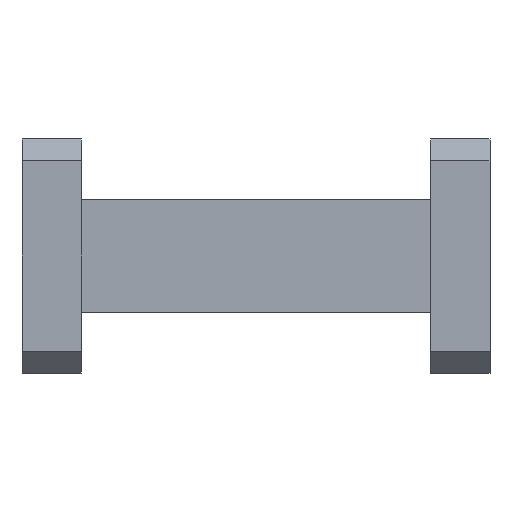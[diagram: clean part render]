
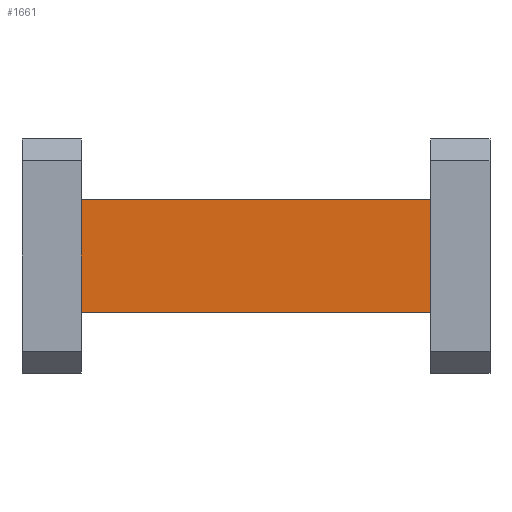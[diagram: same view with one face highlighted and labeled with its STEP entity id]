
A CAD part, front view. The second image highlights one B-rep face of the part: STEP entity #1661.
In plain terms, the highlighted planar face has unit normal (0, -1, 0).
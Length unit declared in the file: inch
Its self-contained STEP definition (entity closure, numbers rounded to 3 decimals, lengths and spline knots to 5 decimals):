
#33 = AXIS2_PLACEMENT_3D ( 'NONE', #989, #105, #626 ) ;
#34 = DIRECTION ( 'NONE',  ( 0., 0., -1. ) ) ;
#46 = VERTEX_POINT ( 'NONE', #1565 ) ;
#76 = ORIENTED_EDGE ( 'NONE', *, *, #96, .F. ) ;
#89 = LINE ( 'NONE', #731, #210 ) ;
#96 = EDGE_CURVE ( 'NONE', #46, #595, #89, .T. ) ;
#105 = DIRECTION ( 'NONE',  ( 0., 1., 0. ) ) ;
#210 = VECTOR ( 'NONE', #1373, 39.37008 ) ;
#217 = EDGE_CURVE ( 'NONE', #595, #612, #701, .T. ) ;
#285 = VECTOR ( 'NONE', #34, 39.37008 ) ;
#379 = VECTOR ( 'NONE', #837, 39.37008 ) ;
#472 = CARTESIAN_POINT ( 'NONE',  ( 1.31, -0.11, -0.18 ) ) ;
#493 = ORIENTED_EDGE ( 'NONE', *, *, #716, .T. ) ;
#566 = ORIENTED_EDGE ( 'NONE', *, *, #873, .T. ) ;
#595 = VERTEX_POINT ( 'NONE', #472 ) ;
#612 = VERTEX_POINT ( 'NONE', #1560 ) ;
#626 = DIRECTION ( 'NONE',  ( 0., 0., 1. ) ) ;
#679 = CARTESIAN_POINT ( 'NONE',  ( 0.19, -0.11, -0.18 ) ) ;
#701 = LINE ( 'NONE', #1619, #379 ) ;
#716 = EDGE_CURVE ( 'NONE', #1513, #612, #1170, .T. ) ;
#731 = CARTESIAN_POINT ( 'NONE',  ( 1.31, -0.11, -0.18 ) ) ;
#776 = FACE_OUTER_BOUND ( 'NONE', #1587, .T. ) ;
#790 = LINE ( 'NONE', #1299, #1272 ) ;
#836 = CARTESIAN_POINT ( 'NONE',  ( 0.19, -0.11, 0.18 ) ) ;
#837 = DIRECTION ( 'NONE',  ( -1., 0., 0. ) ) ;
#873 = EDGE_CURVE ( 'NONE', #46, #1513, #790, .T. ) ;
#969 = ORIENTED_EDGE ( 'NONE', *, *, #217, .F. ) ;
#989 = CARTESIAN_POINT ( 'NONE',  ( 1.31, -0.11, -0.18 ) ) ;
#1031 = DIRECTION ( 'NONE',  ( -1., 0., 0. ) ) ;
#1170 = LINE ( 'NONE', #679, #285 ) ;
#1252 = PLANE ( 'NONE',  #33 ) ;
#1272 = VECTOR ( 'NONE', #1031, 39.37008 ) ;
#1299 = CARTESIAN_POINT ( 'NONE',  ( 1.31, -0.11, 0.18 ) ) ;
#1373 = DIRECTION ( 'NONE',  ( 0., 0., -1. ) ) ;
#1513 = VERTEX_POINT ( 'NONE', #836 ) ;
#1560 = CARTESIAN_POINT ( 'NONE',  ( 0.19, -0.11, -0.18 ) ) ;
#1565 = CARTESIAN_POINT ( 'NONE',  ( 1.31, -0.11, 0.18 ) ) ;
#1587 = EDGE_LOOP ( 'NONE', ( #493, #969, #76, #566 ) ) ;
#1619 = CARTESIAN_POINT ( 'NONE',  ( 1.31, -0.11, -0.18 ) ) ;
#1661 = ADVANCED_FACE ( 'NONE', ( #776 ), #1252, .F. ) ;
